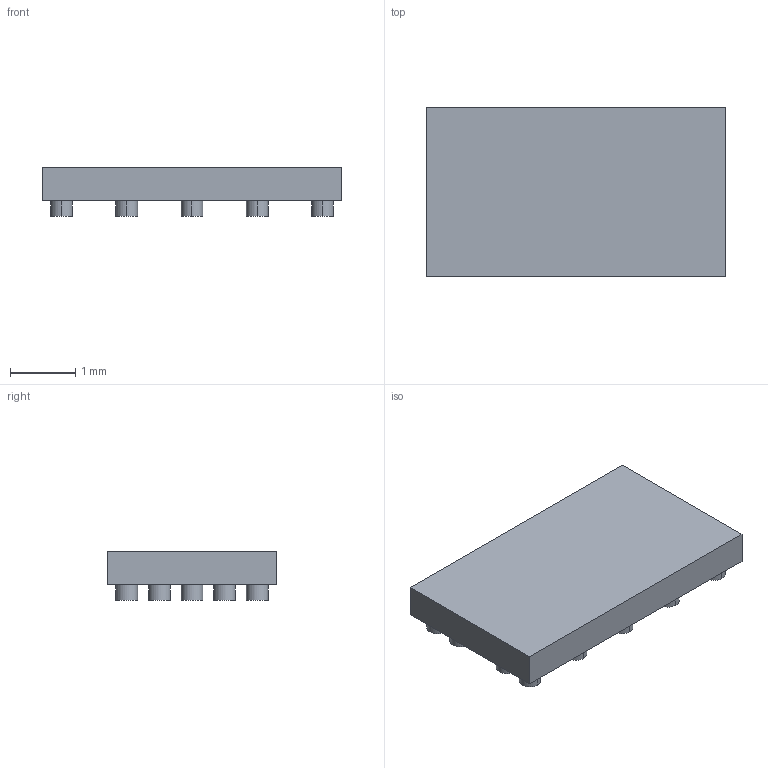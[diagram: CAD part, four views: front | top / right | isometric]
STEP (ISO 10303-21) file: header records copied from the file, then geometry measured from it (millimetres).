
FILE_DESCRIPTION (( 'STEP AP203' ), '1' );
FILE_NAME ('EPC_EPC2013x-BGA24.STEP', '2016-09-02T17:00:16', ( '' ), ( '' ), 'SwSTEP 2.0', 'SolidWorks 2016', '' );
FILE_SCHEMA (( 'CONFIG_CONTROL_DESIGN' ));
Length unit declared in the file: millimetre
Products named in the file (1): EPC_EPC2013x-BGA24
Bounding box: 4.6 x 2.6 x 0.75 mm (x, y, z)
Volume: 6.6 mm3; surface area: 37.3 mm2
Topology: 1 solids, 1 shells, 78 faces, 156 edges, 104 vertices
Faces by surface type: cylinder 48, plane 30
Entity records: 2153 total; most frequent: DIRECTION 410, CARTESIAN_POINT 339, ORIENTED_EDGE 312, AXIS2_PLACEMENT_3D 175, EDGE_CURVE 156, VERTEX_POINT 104, EDGE_LOOP 102, CIRCLE 96
